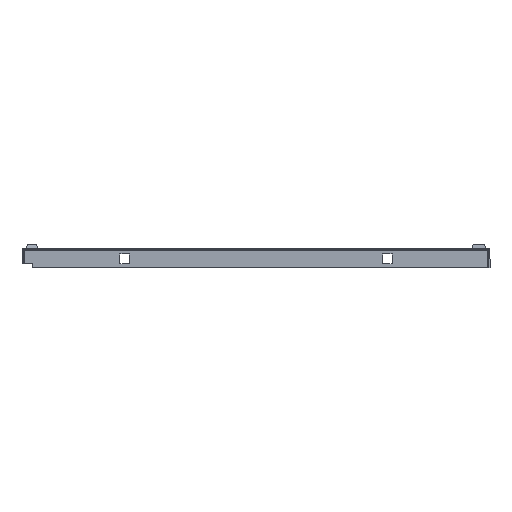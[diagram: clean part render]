
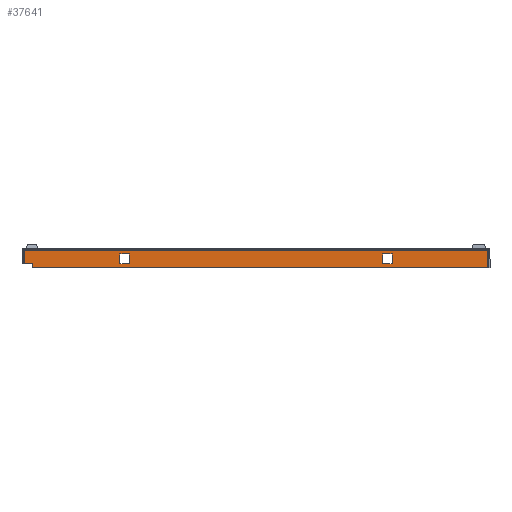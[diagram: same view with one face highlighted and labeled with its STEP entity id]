
A CAD part, front view. The second image highlights one B-rep face of the part: STEP entity #37641.
In plain terms, the highlighted planar face has unit normal (0, -1, 0).
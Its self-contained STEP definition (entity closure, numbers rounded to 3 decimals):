
#2332 = VERTEX_POINT ( 'NONE', #58408 ) ;
#2333 = VERTEX_POINT ( 'NONE', #58407 ) ;
#2337 = VERTEX_POINT ( 'NONE', #58403 ) ;
#2338 = VERTEX_POINT ( 'NONE', #58402 ) ;
#2339 = VERTEX_POINT ( 'NONE', #58401 ) ;
#2340 = VERTEX_POINT ( 'NONE', #58400 ) ;
#2341 = VERTEX_POINT ( 'NONE', #58399 ) ;
#2342 = VERTEX_POINT ( 'NONE', #58398 ) ;
#2344 = VERTEX_POINT ( 'NONE', #58396 ) ;
#2345 = VERTEX_POINT ( 'NONE', #58395 ) ;
#2346 = VERTEX_POINT ( 'NONE', #58394 ) ;
#2347 = VERTEX_POINT ( 'NONE', #58393 ) ;
#2349 = VERTEX_POINT ( 'NONE', #58391 ) ;
#2351 = VERTEX_POINT ( 'NONE', #58389 ) ;
#3731 = FACE_OUTER_BOUND ( 'NONE', #14004, .T. ) ;
#3733 = FACE_BOUND ( 'NONE', #13998, .T. ) ;
#3739 = FACE_BOUND ( 'NONE', #14006, .T. ) ;
#13998 = EDGE_LOOP ( 'NONE', ( #81234, #81236, #81239, #81241 ) ) ;
#14004 = EDGE_LOOP ( 'NONE', ( #81214, #81216, #81218, #81220, #81222, #81224 ) ) ;
#14006 = EDGE_LOOP ( 'NONE', ( #81226, #81227, #81229, #81231 ) ) ;
#28528 = LINE ( 'NONE', #94565, #28552 ) ;
#28532 = LINE ( 'NONE', #94524, #28534 ) ;
#28534 = VECTOR ( 'NONE', #94526, 1000. ) ;
#28541 = LINE ( 'NONE', #94536, #28547 ) ;
#28547 = VECTOR ( 'NONE', #94538, 1000. ) ;
#28552 = VECTOR ( 'NONE', #94566, 1000. ) ;
#28571 = LINE ( 'NONE', #94577, #28578 ) ;
#28578 = VECTOR ( 'NONE', #94588, 1000. ) ;
#28580 = LINE ( 'NONE', #94591, #28586 ) ;
#28586 = VECTOR ( 'NONE', #94592, 1000. ) ;
#28602 = LINE ( 'NONE', #94596, #28612 ) ;
#28612 = VECTOR ( 'NONE', #94604, 1000. ) ;
#28615 = LINE ( 'NONE', #94607, #28621 ) ;
#28619 = LINE ( 'NONE', #94605, #28634 ) ;
#28621 = VECTOR ( 'NONE', #94609, 1000. ) ;
#28632 = LINE ( 'NONE', #94614, #28638 ) ;
#28634 = VECTOR ( 'NONE', #94613, 1000. ) ;
#28638 = VECTOR ( 'NONE', #94616, 1000. ) ;
#28654 = LINE ( 'NONE', #94624, #28660 ) ;
#28658 = LINE ( 'NONE', #94626, #28664 ) ;
#28660 = VECTOR ( 'NONE', #94625, 1000. ) ;
#28664 = VECTOR ( 'NONE', #94627, 1000. ) ;
#28680 = LINE ( 'NONE', #94657, #28695 ) ;
#28684 = LINE ( 'NONE', #94646, #28686 ) ;
#28686 = VECTOR ( 'NONE', #94648, 1000. ) ;
#28695 = VECTOR ( 'NONE', #94658, 1000. ) ;
#28714 = LINE ( 'NONE', #94669, #28721 ) ;
#28721 = VECTOR ( 'NONE', #94671, 1000. ) ;
#37641 = ADVANCED_FACE ( 'NONE', ( #3731, #3739, #3733 ), #90238, .F. ) ;
#58389 = CARTESIAN_POINT ( 'NONE',  ( -222.5, -299., -14. ) ) ;
#58391 = CARTESIAN_POINT ( 'NONE',  ( 230.5, -299., -0.75 ) ) ;
#58393 = CARTESIAN_POINT ( 'NONE',  ( 230.5, -299., -18. ) ) ;
#58394 = CARTESIAN_POINT ( 'NONE',  ( -222.5, -299., -18. ) ) ;
#58395 = CARTESIAN_POINT ( 'NONE',  ( -230.5, -299., -14. ) ) ;
#58396 = CARTESIAN_POINT ( 'NONE',  ( -125.75, -299., -4.25 ) ) ;
#58398 = CARTESIAN_POINT ( 'NONE',  ( -135.25, -299., -13.75 ) ) ;
#58399 = CARTESIAN_POINT ( 'NONE',  ( -230.5, -299., -0.75 ) ) ;
#58400 = CARTESIAN_POINT ( 'NONE',  ( 135.25, -299., -13.75 ) ) ;
#58401 = CARTESIAN_POINT ( 'NONE',  ( -125.75, -299., -13.75 ) ) ;
#58402 = CARTESIAN_POINT ( 'NONE',  ( 135.25, -299., -4.25 ) ) ;
#58403 = CARTESIAN_POINT ( 'NONE',  ( -135.25, -299., -4.25 ) ) ;
#58407 = CARTESIAN_POINT ( 'NONE',  ( 125.75, -299., -4.25 ) ) ;
#58408 = CARTESIAN_POINT ( 'NONE',  ( 125.75, -299., -13.75 ) ) ;
#76181 = AXIS2_PLACEMENT_3D ( 'NONE', #90237, #90232, #90239 ) ;
#81214 = ORIENTED_EDGE ( 'NONE', *, *, #86463, .F. ) ;
#81216 = ORIENTED_EDGE ( 'NONE', *, *, #86403, .F. ) ;
#81218 = ORIENTED_EDGE ( 'NONE', *, *, #86420, .F. ) ;
#81220 = ORIENTED_EDGE ( 'NONE', *, *, #86438, .F. ) ;
#81222 = ORIENTED_EDGE ( 'NONE', *, *, #86434, .F. ) ;
#81224 = ORIENTED_EDGE ( 'NONE', *, *, #86514, .F. ) ;
#81226 = ORIENTED_EDGE ( 'NONE', *, *, #86500, .F. ) ;
#81227 = ORIENTED_EDGE ( 'NONE', *, *, #86466, .F. ) ;
#81229 = ORIENTED_EDGE ( 'NONE', *, *, #86480, .F. ) ;
#81231 = ORIENTED_EDGE ( 'NONE', *, *, #86493, .F. ) ;
#81234 = ORIENTED_EDGE ( 'NONE', *, *, #86456, .F. ) ;
#81236 = ORIENTED_EDGE ( 'NONE', *, *, #86413, .F. ) ;
#81239 = ORIENTED_EDGE ( 'NONE', *, *, #86477, .F. ) ;
#81241 = ORIENTED_EDGE ( 'NONE', *, *, #86452, .F. ) ;
#86403 = EDGE_CURVE ( 'NONE', #2347, #2346, #28532, .T. ) ;
#86413 = EDGE_CURVE ( 'NONE', #2340, #2338, #28541, .T. ) ;
#86420 = EDGE_CURVE ( 'NONE', #2349, #2347, #28528, .T. ) ;
#86434 = EDGE_CURVE ( 'NONE', #2345, #2341, #28571, .T. ) ;
#86438 = EDGE_CURVE ( 'NONE', #2341, #2349, #28580, .T. ) ;
#86452 = EDGE_CURVE ( 'NONE', #2333, #2332, #28602, .T. ) ;
#86456 = EDGE_CURVE ( 'NONE', #2338, #2333, #28615, .T. ) ;
#86463 = EDGE_CURVE ( 'NONE', #2346, #2351, #28619, .T. ) ;
#86466 = EDGE_CURVE ( 'NONE', #2344, #2337, #28632, .T. ) ;
#86477 = EDGE_CURVE ( 'NONE', #2332, #2340, #28654, .T. ) ;
#86480 = EDGE_CURVE ( 'NONE', #2339, #2344, #28658, .T. ) ;
#86493 = EDGE_CURVE ( 'NONE', #2342, #2339, #28684, .T. ) ;
#86500 = EDGE_CURVE ( 'NONE', #2337, #2342, #28680, .T. ) ;
#86514 = EDGE_CURVE ( 'NONE', #2351, #2345, #28714, .T. ) ;
#90232 = DIRECTION ( 'NONE',  ( 0., 1., 0. ) ) ;
#90237 = CARTESIAN_POINT ( 'NONE',  ( 230.25, -299., -18. ) ) ;
#90238 = PLANE ( 'NONE',  #76181 ) ;
#90239 = DIRECTION ( 'NONE',  ( 0., 0., 1. ) ) ;
#94524 = CARTESIAN_POINT ( 'NONE',  ( 230.25, -299., -18. ) ) ;
#94526 = DIRECTION ( 'NONE',  ( -1., 0., 0. ) ) ;
#94536 = CARTESIAN_POINT ( 'NONE',  ( 135.25, -299., -18. ) ) ;
#94538 = DIRECTION ( 'NONE',  ( 0., 0., 1. ) ) ;
#94565 = CARTESIAN_POINT ( 'NONE',  ( 230.5, -299., -18. ) ) ;
#94566 = DIRECTION ( 'NONE',  ( 0., 0., -1. ) ) ;
#94577 = CARTESIAN_POINT ( 'NONE',  ( -230.5, -299., -18. ) ) ;
#94588 = DIRECTION ( 'NONE',  ( 0., 0., 1. ) ) ;
#94591 = CARTESIAN_POINT ( 'NONE',  ( -461.005, -299., -0.75 ) ) ;
#94592 = DIRECTION ( 'NONE',  ( 1., 0., 0. ) ) ;
#94596 = CARTESIAN_POINT ( 'NONE',  ( 125.75, -299., -18. ) ) ;
#94604 = DIRECTION ( 'NONE',  ( 0., 0., -1. ) ) ;
#94605 = CARTESIAN_POINT ( 'NONE',  ( -222.5, -299., -18. ) ) ;
#94607 = CARTESIAN_POINT ( 'NONE',  ( 230.25, -299., -4.25 ) ) ;
#94609 = DIRECTION ( 'NONE',  ( -1., 0., 0. ) ) ;
#94613 = DIRECTION ( 'NONE',  ( 0., 0., 1. ) ) ;
#94614 = CARTESIAN_POINT ( 'NONE',  ( 230.25, -299., -4.25 ) ) ;
#94616 = DIRECTION ( 'NONE',  ( -1., 0., 0. ) ) ;
#94624 = CARTESIAN_POINT ( 'NONE',  ( 230.25, -299., -13.75 ) ) ;
#94625 = DIRECTION ( 'NONE',  ( 1., 0., 0. ) ) ;
#94626 = CARTESIAN_POINT ( 'NONE',  ( -125.75, -299., -18. ) ) ;
#94627 = DIRECTION ( 'NONE',  ( 0., 0., 1. ) ) ;
#94646 = CARTESIAN_POINT ( 'NONE',  ( 230.25, -299., -13.75 ) ) ;
#94648 = DIRECTION ( 'NONE',  ( 1., 0., 0. ) ) ;
#94657 = CARTESIAN_POINT ( 'NONE',  ( -135.25, -299., -18. ) ) ;
#94658 = DIRECTION ( 'NONE',  ( 0., 0., -1. ) ) ;
#94669 = CARTESIAN_POINT ( 'NONE',  ( 230.25, -299., -14. ) ) ;
#94671 = DIRECTION ( 'NONE',  ( -1., 0., 0. ) ) ;
